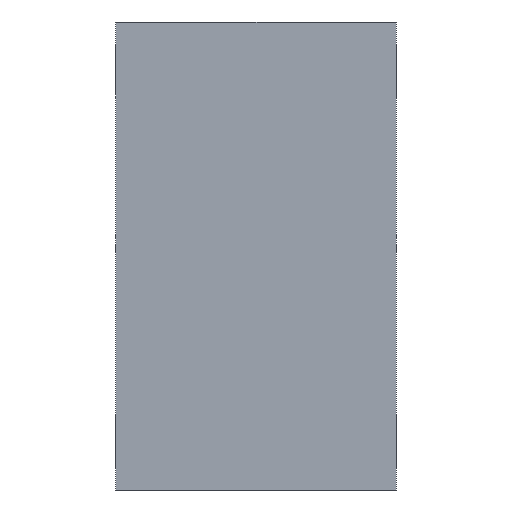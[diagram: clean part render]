
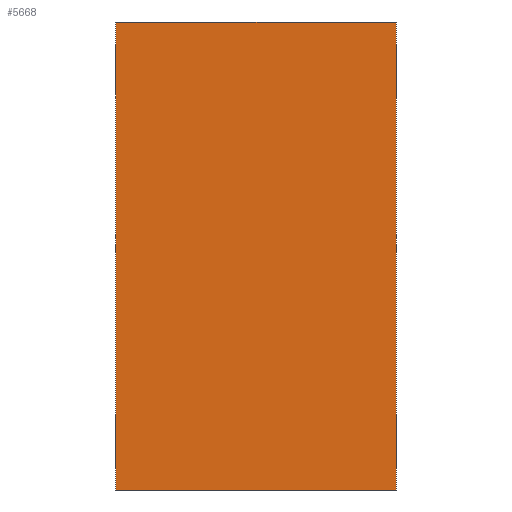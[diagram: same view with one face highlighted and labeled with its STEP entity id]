
A CAD part, left-side view. The second image highlights one B-rep face of the part: STEP entity #5668.
In plain terms, the highlighted planar face has unit normal (-1, 0, 0).
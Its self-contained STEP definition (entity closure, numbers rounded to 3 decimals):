
#64=PLANE('',#6080);
#478=FACE_OUTER_BOUND('',#829,.T.);
#829=EDGE_LOOP('',(#4999,#5000,#5001,#5002));
#1608=LINE('',#23355,#1921);
#1614=LINE('',#23366,#1927);
#1616=LINE('',#23370,#1929);
#1617=LINE('',#23371,#1930);
#1921=VECTOR('',#7171,10.);
#1927=VECTOR('',#7181,10.);
#1929=VECTOR('',#7185,10.);
#1930=VECTOR('',#7186,10.);
#2453=VERTEX_POINT('',#23352);
#2454=VERTEX_POINT('',#23354);
#2457=VERTEX_POINT('',#23365);
#2458=VERTEX_POINT('',#23369);
#3304=EDGE_CURVE('',#2454,#2453,#1608,.T.);
#3310=EDGE_CURVE('',#2457,#2454,#1614,.T.);
#3312=EDGE_CURVE('',#2453,#2458,#1616,.T.);
#3313=EDGE_CURVE('',#2458,#2457,#1617,.T.);
#4999=ORIENTED_EDGE('',*,*,#3304,.T.);
#5000=ORIENTED_EDGE('',*,*,#3312,.T.);
#5001=ORIENTED_EDGE('',*,*,#3313,.T.);
#5002=ORIENTED_EDGE('',*,*,#3310,.T.);
#5668=ADVANCED_FACE('',(#478),#64,.T.);
#6080=AXIS2_PLACEMENT_3D('',#23368,#7183,#7184);
#7171=DIRECTION('',(0.,0.,-1.));
#7181=DIRECTION('',(0.,1.,0.));
#7183=DIRECTION('center_axis',(-1.,0.,0.));
#7184=DIRECTION('ref_axis',(0.,0.,1.));
#7185=DIRECTION('',(0.,-1.,0.));
#7186=DIRECTION('',(0.,0.,1.));
#23352=CARTESIAN_POINT('',(-94.,19.,-31.65));
#23354=CARTESIAN_POINT('',(-94.,19.,31.65));
#23355=CARTESIAN_POINT('',(-94.,19.,31.65));
#23365=CARTESIAN_POINT('',(-94.,-19.,31.65));
#23366=CARTESIAN_POINT('',(-94.,-19.,31.65));
#23368=CARTESIAN_POINT('Origin',(-94.,0.,0.));
#23369=CARTESIAN_POINT('',(-94.,-19.,-31.65));
#23370=CARTESIAN_POINT('',(-94.,19.,-31.65));
#23371=CARTESIAN_POINT('',(-94.,-19.,-31.65));
